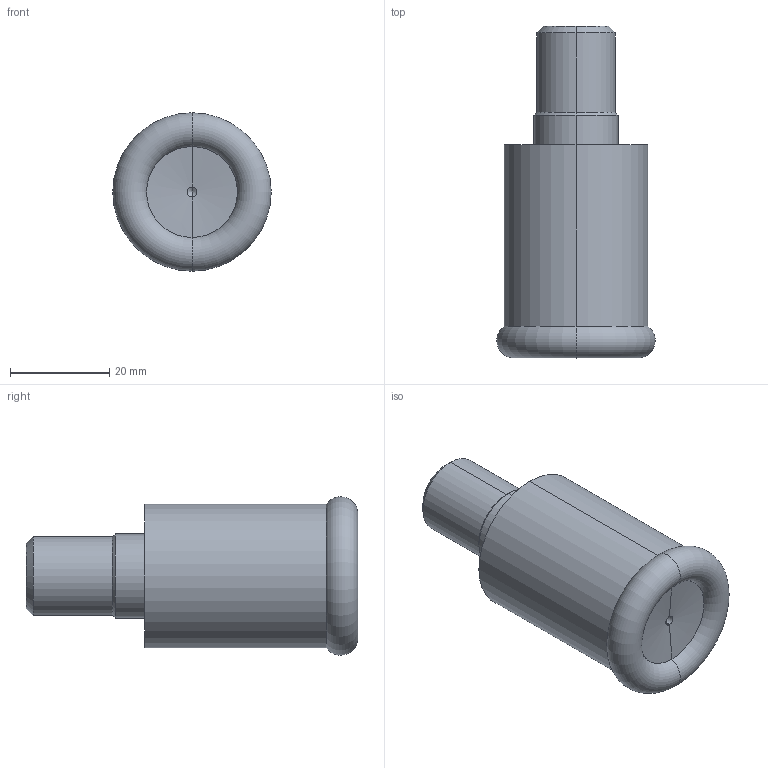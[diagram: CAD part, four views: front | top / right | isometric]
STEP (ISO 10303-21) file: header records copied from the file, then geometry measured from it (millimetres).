
FILE_DESCRIPTION (( 'STEP AP203' ), '1' );
FILE_NAME ('S809-32-43-06-72-.STEP', '2019-04-04T13:41:29', ( '' ), ( '' ), 'SwSTEP 2.0', 'SolidWorks 2018', '' );
FILE_SCHEMA (( 'CONFIG_CONTROL_DESIGN' ));
Length unit declared in the file: millimetre
Products named in the file (1): S809-32-43-06-72-
Bounding box: 31.98 x 67 x 31.98 mm (x, y, z)
Volume: 32929.7 mm3; surface area: 6597.2 mm2
Topology: 1 solids, 1 shells, 24 faces, 50 edges, 26 vertices
Faces by surface type: cylinder 10, cone 10, torus 2, plane 2
Entity records: 681 total; most frequent: DIRECTION 122, CARTESIAN_POINT 97, ORIENTED_EDGE 92, AXIS2_PLACEMENT_3D 51, EDGE_CURVE 46, VERTEX_POINT 26, CIRCLE 26, EDGE_LOOP 26
